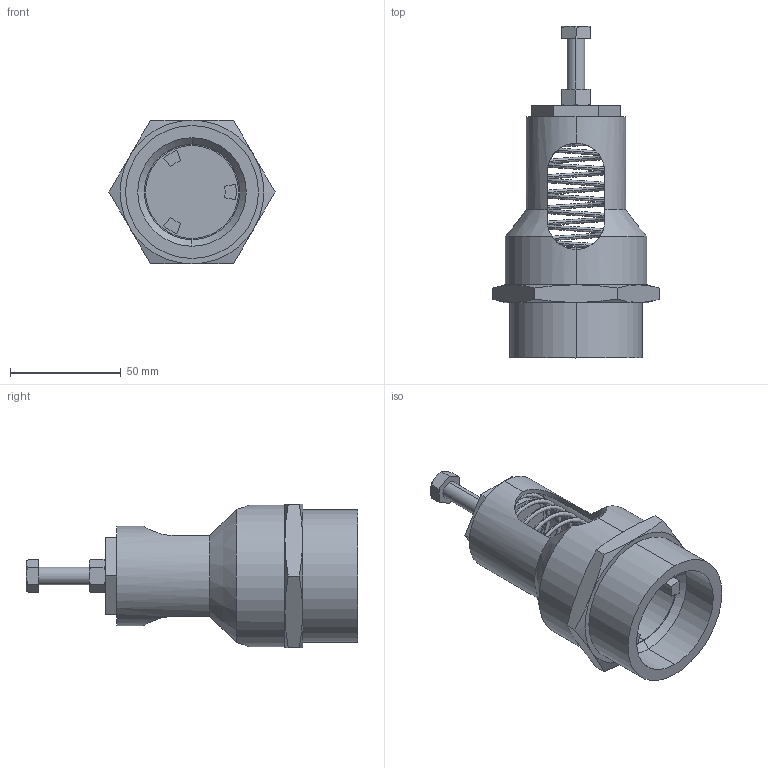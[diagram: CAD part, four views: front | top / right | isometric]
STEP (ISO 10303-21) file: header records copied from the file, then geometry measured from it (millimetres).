
FILE_DESCRIPTION (( 'STEP AP203' ), '1' );
FILE_NAME ('2IN-PRV-E.STEP', '2015-05-24T09:22:56', ( '' ), ( '' ), 'SwSTEP 2.0', 'SolidWorks 2013', '' );
FILE_SCHEMA (( 'CONFIG_CONTROL_DESIGN' ));
Length unit declared in the file: millimetre
Products named in the file (1): 2IN-PRV-E
Bounding box: 75.06 x 150 x 65 mm (x, y, z)
Volume: 108006 mm3; surface area: 59664.7 mm2
Topology: 7 solids, 7 shells, 152 faces, 360 edges, 228 vertices
Faces by surface type: plane 59, cone 49, cylinder 42, bspline 2
Entity records: 8520 total; most frequent: CARTESIAN_POINT 5023, ORIENTED_EDGE 716, DIRECTION 689, EDGE_CURVE 358, AXIS2_PLACEMENT_3D 274, VERTEX_POINT 228, EDGE_LOOP 170, FACE_OUTER_BOUND 152
